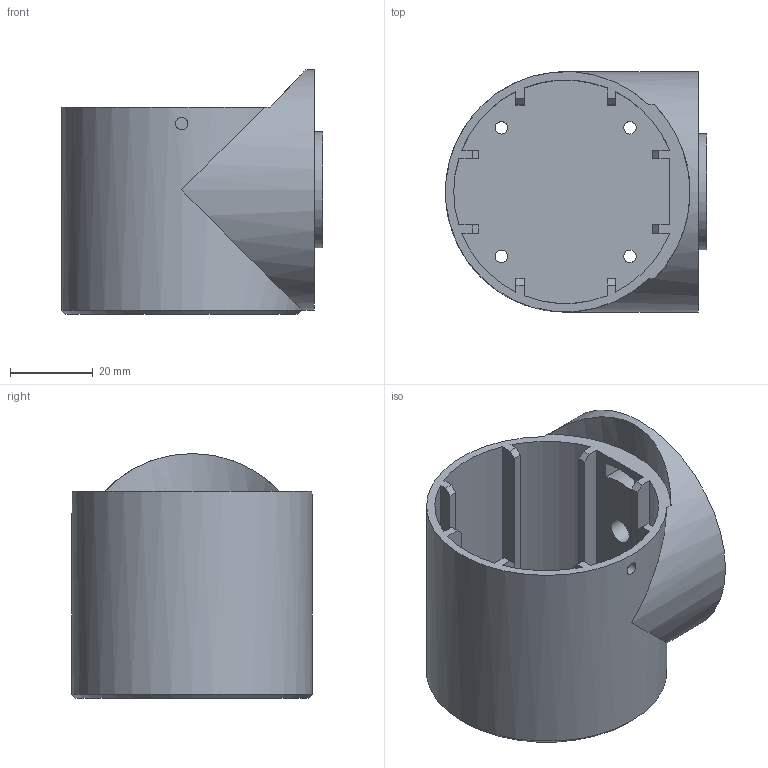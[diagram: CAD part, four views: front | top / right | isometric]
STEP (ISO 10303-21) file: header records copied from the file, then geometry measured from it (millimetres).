
FILE_DESCRIPTION(('FreeCAD Model'),'2;1');
FILE_NAME('elevation_enclosure.step', '2016-01-06T02:12:05',('Author'),(''), 'Open CASCADE STEP processor 6.8','FreeCAD','Unknown');
FILE_SCHEMA(('AUTOMOTIVE_DESIGN_CC2 { 1 2 10303 214 -1 1 5 4 }'));
Length unit declared in the file: millimetre
Products named in the file (1): Elevation_enclosure
Bounding box: 63 x 58 x 59 mm (x, y, z)
Volume: 47279.7 mm3; surface area: 28039.2 mm2
Topology: 1 solids, 1 shells, 67 faces, 185 edges, 123 vertices
Faces by surface type: plane 41, cylinder 21, cone 5
Full cylindrical faces by diameter (mm): 3 x5, 6 x1, 8 x1, 22 x1, 28 x1, 58 x2
Entity records: 6476 total; most frequent: CARTESIAN_POINT 2836, DIRECTION 642, LINE 388, VECTOR 388, ORIENTED_EDGE 370, PCURVE 370, DEFINITIONAL_REPRESENTATION 370, EDGE_CURVE 185
